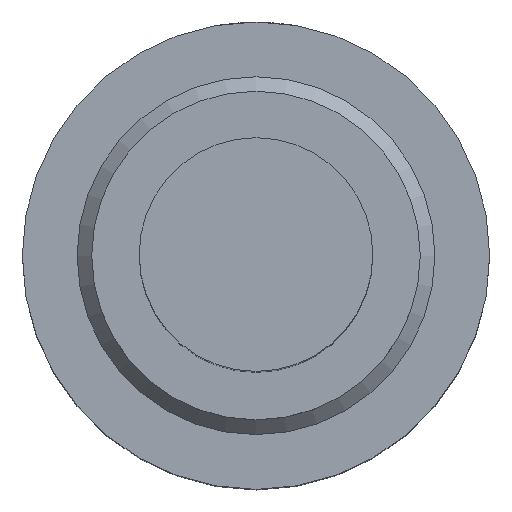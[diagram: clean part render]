
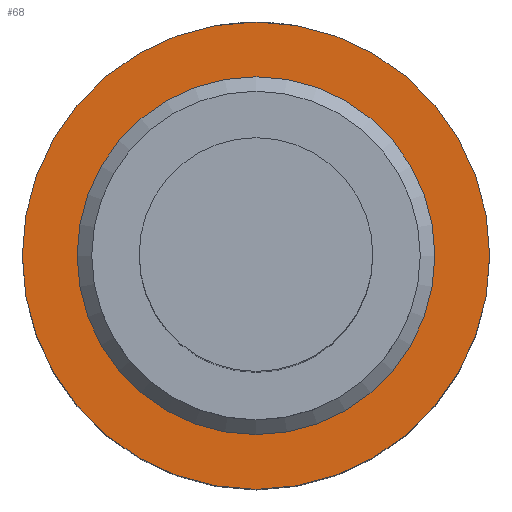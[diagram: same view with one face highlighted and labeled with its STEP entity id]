
A CAD part, top view. The second image highlights one B-rep face of the part: STEP entity #68.
In plain terms, the highlighted planar face has unit normal (0, 0, 1).
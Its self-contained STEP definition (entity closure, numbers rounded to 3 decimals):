
#49=EDGE_CURVE('240[2]',#128,#128,#129,.T.);
#68=ADVANCED_FACE('240[2]',(#158,#159),#160,.T.);
#98=EDGE_CURVE('240[2]',#205,#205,#206,.T.);
#128=VERTEX_POINT('',#232);
#129=CIRCLE('',#233,24.5);
#158=FACE_OUTER_BOUND('',#335,.T.);
#159=FACE_BOUND('',#336,.T.);
#160=PLANE('',#337);
#205=VERTEX_POINT('',#459);
#206=CIRCLE('',#460,32.0);
#232=CARTESIAN_POINT('',(0.,24.5,-10.));
#233=AXIS2_PLACEMENT_3D('',#482,#483,#484);
#335=EDGE_LOOP('',(#510));
#336=EDGE_LOOP('',(#511));
#337=AXIS2_PLACEMENT_3D('',#512,#513,#514);
#459=CARTESIAN_POINT('',(0.,32.0,-10.));
#460=AXIS2_PLACEMENT_3D('',#564,#565,#566);
#482=CARTESIAN_POINT('',(0.,0.,-10.));
#483=DIRECTION('',(0.,0.,-1.0));
#484=DIRECTION('',(0.,1.0,0.));
#510=ORIENTED_EDGE('',*,*,#98,.F.);
#511=ORIENTED_EDGE('',*,*,#49,.T.);
#512=CARTESIAN_POINT('',(0.,28.25,-10.));
#513=DIRECTION('',(0.,0.,1.0));
#514=DIRECTION('',(1.0,0.,0.0));
#564=CARTESIAN_POINT('',(0.,0.,-10.));
#565=DIRECTION('',(0.,0.,-1.0));
#566=DIRECTION('',(0.,1.0,0.));
